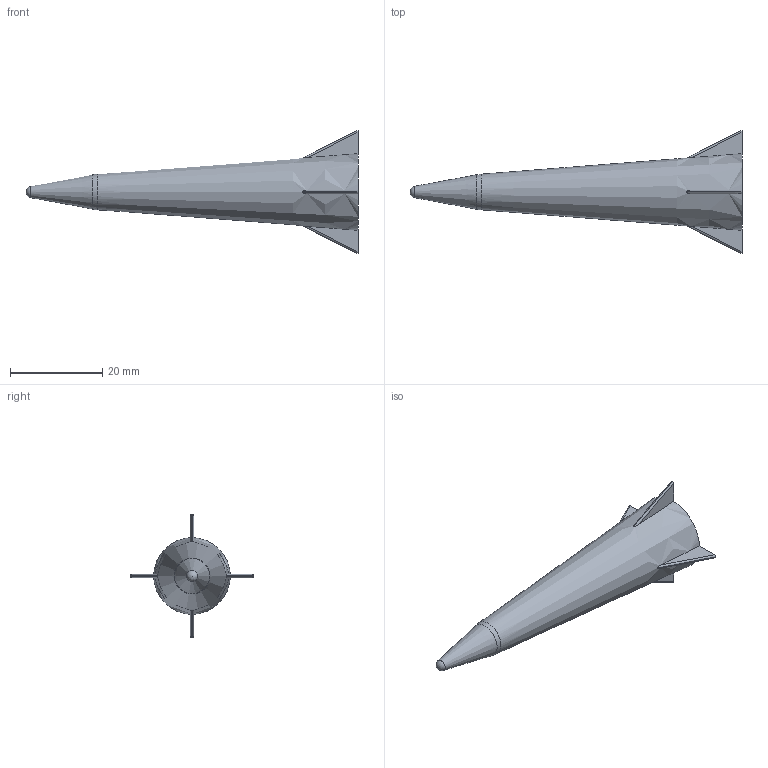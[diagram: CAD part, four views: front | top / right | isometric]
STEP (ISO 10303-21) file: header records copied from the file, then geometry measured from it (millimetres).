
FILE_DESCRIPTION(('Open CASCADE Model'),'2;1');
FILE_NAME('Open CASCADE Shape Model','2025-08-08T11:56:18',('Author'),( 'Open CASCADE'),'Open CASCADE STEP processor 7.7','Open CASCADE 7.7' ,'Unknown');
FILE_SCHEMA(('AUTOMOTIVE_DESIGN { 1 0 10303 214 1 1 1 1 }'));
Length unit declared in the file: millimetre
Products named in the file (1): Open CASCADE STEP translator 7.7 3
Bounding box: 72 x 26.71 x 26.71 mm (x, y, z)
Volume: 7297.3 mm3; surface area: 2877.4 mm2
Topology: 1 solids, 1 shells, 25 faces, 69 edges, 45 vertices
Faces by surface type: plane 13, cylinder 8, cone 2, bspline 1, sphere 1
Entity records: 2432 total; most frequent: CARTESIAN_POINT 1165, DIRECTION 215, ORIENTED_EDGE 136, PCURVE 136, DEFINITIONAL_REPRESENTATION 136, LINE 100, VECTOR 100, EDGE_CURVE 68
